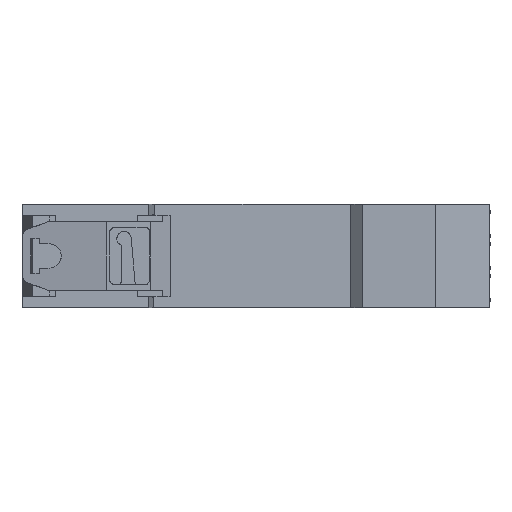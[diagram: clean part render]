
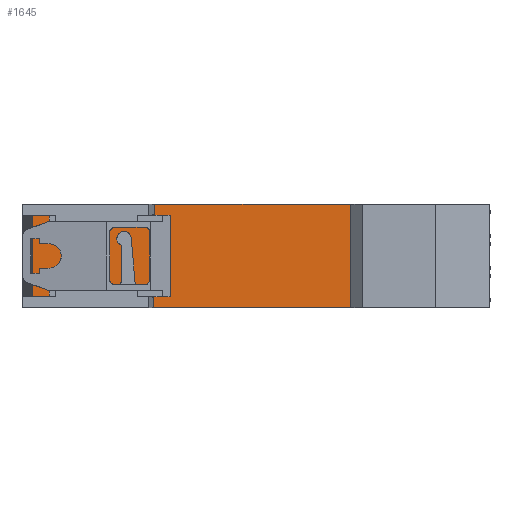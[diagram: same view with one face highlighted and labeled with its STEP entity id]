
A CAD part, front view. The second image highlights one B-rep face of the part: STEP entity #1645.
In plain terms, the highlighted planar face has unit normal (0, 1, 0).
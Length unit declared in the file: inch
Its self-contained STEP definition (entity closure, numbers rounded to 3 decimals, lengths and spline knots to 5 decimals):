
#1645 = ADVANCED_FACE ( 'NONE', ( #19779 ), #9872, .T. ) ;
#6863 = VECTOR ( 'NONE', #17603, 39.37008 ) ;
#6864 = VECTOR ( 'NONE', #17605, 39.37008 ) ;
#6865 = VECTOR ( 'NONE', #17607, 39.37008 ) ;
#6866 = VECTOR ( 'NONE', #17609, 39.37008 ) ;
#6867 = VECTOR ( 'NONE', #17611, 39.37008 ) ;
#6868 = VECTOR ( 'NONE', #17613, 39.37008 ) ;
#6869 = VECTOR ( 'NONE', #17615, 39.37008 ) ;
#6870 = VECTOR ( 'NONE', #17617, 39.37008 ) ;
#6871 = VECTOR ( 'NONE', #17619, 39.37008 ) ;
#6872 = VECTOR ( 'NONE', #17621, 39.37008 ) ;
#7076 = AXIS2_PLACEMENT_3D ( 'NONE', #9879, #9870, #9871 ) ;
#7794 = VERTEX_POINT ( 'NONE', #13926 ) ;
#7795 = VERTEX_POINT ( 'NONE', #13927 ) ;
#7796 = VERTEX_POINT ( 'NONE', #13928 ) ;
#7797 = VERTEX_POINT ( 'NONE', #13929 ) ;
#7798 = VERTEX_POINT ( 'NONE', #13930 ) ;
#7799 = VERTEX_POINT ( 'NONE', #13931 ) ;
#7800 = VERTEX_POINT ( 'NONE', #13932 ) ;
#7801 = VERTEX_POINT ( 'NONE', #13933 ) ;
#7802 = VERTEX_POINT ( 'NONE', #13934 ) ;
#7803 = VERTEX_POINT ( 'NONE', #13935 ) ;
#9870 = DIRECTION ( 'NONE',  ( 0., 1., 0. ) ) ;
#9871 = DIRECTION ( 'NONE',  ( -1., 0., 0. ) ) ;
#9872 = PLANE ( 'NONE',  #7076 ) ;
#9879 = CARTESIAN_POINT ( 'NONE',  ( 1.55411, -2.3625, 0. ) ) ;
#13744 = LINE ( 'NONE', #17602, #6863 ) ;
#13745 = LINE ( 'NONE', #17604, #6864 ) ;
#13746 = LINE ( 'NONE', #17606, #6865 ) ;
#13747 = LINE ( 'NONE', #17608, #6866 ) ;
#13748 = LINE ( 'NONE', #17610, #6867 ) ;
#13749 = LINE ( 'NONE', #17612, #6868 ) ;
#13750 = LINE ( 'NONE', #17614, #6869 ) ;
#13751 = LINE ( 'NONE', #17616, #6870 ) ;
#13752 = LINE ( 'NONE', #17618, #6871 ) ;
#13753 = LINE ( 'NONE', #17620, #6872 ) ;
#13926 = CARTESIAN_POINT ( 'NONE',  ( 0.15594, -2.3625, 0.07 ) ) ;
#13927 = CARTESIAN_POINT ( 'NONE',  ( 0.18764, -2.3625, 0.07 ) ) ;
#13928 = CARTESIAN_POINT ( 'NONE',  ( 0.18764, -2.3625, 0. ) ) ;
#13929 = CARTESIAN_POINT ( 'NONE',  ( -0.63671, -2.3625, 0.628 ) ) ;
#13930 = CARTESIAN_POINT ( 'NONE',  ( -0.63671, -2.3625, 0.077 ) ) ;
#13931 = CARTESIAN_POINT ( 'NONE',  ( 0.15594, -2.3625, 0.077 ) ) ;
#13932 = CARTESIAN_POINT ( 'NONE',  ( 1.55411, -2.3625, 0.705 ) ) ;
#13933 = CARTESIAN_POINT ( 'NONE',  ( 0.15594, -2.3625, 0.705 ) ) ;
#13934 = CARTESIAN_POINT ( 'NONE',  ( 0.15594, -2.3625, 0.628 ) ) ;
#13935 = CARTESIAN_POINT ( 'NONE',  ( 1.55411, -2.3625, 0. ) ) ;
#17602 = CARTESIAN_POINT ( 'NONE',  ( 0.4587, -2.3625, 0.07 ) ) ;
#17603 = DIRECTION ( 'NONE',  ( -1., 0., 0. ) ) ;
#17604 = CARTESIAN_POINT ( 'NONE',  ( 0.18764, -2.3625, 0.3525 ) ) ;
#17605 = DIRECTION ( 'NONE',  ( 0., 0., 1. ) ) ;
#17606 = CARTESIAN_POINT ( 'NONE',  ( 0.15594, -2.3625, 0.3525 ) ) ;
#17607 = DIRECTION ( 'NONE',  ( 0., 0., 1. ) ) ;
#17608 = CARTESIAN_POINT ( 'NONE',  ( 0.4587, -2.3625, 0.077 ) ) ;
#17609 = DIRECTION ( 'NONE',  ( -1., 0., 0. ) ) ;
#17610 = CARTESIAN_POINT ( 'NONE',  ( -0.63671, -2.3625, 0.3525 ) ) ;
#17611 = DIRECTION ( 'NONE',  ( 0., 0., 1. ) ) ;
#17612 = CARTESIAN_POINT ( 'NONE',  ( 0.4587, -2.3625, 0.628 ) ) ;
#17613 = DIRECTION ( 'NONE',  ( 1., 0., 0. ) ) ;
#17614 = CARTESIAN_POINT ( 'NONE',  ( 0.15594, -2.3625, 0.3525 ) ) ;
#17615 = DIRECTION ( 'NONE',  ( 0., 0., 1. ) ) ;
#17616 = CARTESIAN_POINT ( 'NONE',  ( 0.4587, -2.3625, 0.705 ) ) ;
#17617 = DIRECTION ( 'NONE',  ( 1., 0., 0. ) ) ;
#17618 = CARTESIAN_POINT ( 'NONE',  ( 1.55411, -2.3625, 0.3525 ) ) ;
#17619 = DIRECTION ( 'NONE',  ( 0., 0., -1. ) ) ;
#17620 = CARTESIAN_POINT ( 'NONE',  ( 0.4587, -2.3625, 0. ) ) ;
#17621 = DIRECTION ( 'NONE',  ( -1., 0., 0. ) ) ;
#19779 = FACE_OUTER_BOUND ( 'NONE', #20854, .T. ) ;
#20854 = EDGE_LOOP ( 'NONE', ( #22701, #22703, #22702, #22704, #22705, #22706, #22707, #22708, #22709, #22710 ) ) ;
#22701 = ORIENTED_EDGE ( 'NONE', *, *, #23370, .T. ) ;
#22702 = ORIENTED_EDGE ( 'NONE', *, *, #23371, .T. ) ;
#22703 = ORIENTED_EDGE ( 'NONE', *, *, #23369, .T. ) ;
#22704 = ORIENTED_EDGE ( 'NONE', *, *, #23372, .T. ) ;
#22705 = ORIENTED_EDGE ( 'NONE', *, *, #23373, .T. ) ;
#22706 = ORIENTED_EDGE ( 'NONE', *, *, #23374, .T. ) ;
#22707 = ORIENTED_EDGE ( 'NONE', *, *, #23375, .T. ) ;
#22708 = ORIENTED_EDGE ( 'NONE', *, *, #23376, .T. ) ;
#22709 = ORIENTED_EDGE ( 'NONE', *, *, #23377, .T. ) ;
#22710 = ORIENTED_EDGE ( 'NONE', *, *, #23378, .T. ) ;
#23369 = EDGE_CURVE ( 'NONE', #7795, #7794, #13744, .T. ) ;
#23370 = EDGE_CURVE ( 'NONE', #7796, #7795, #13745, .T. ) ;
#23371 = EDGE_CURVE ( 'NONE', #7794, #7799, #13746, .T. ) ;
#23372 = EDGE_CURVE ( 'NONE', #7799, #7798, #13747, .T. ) ;
#23373 = EDGE_CURVE ( 'NONE', #7798, #7797, #13748, .T. ) ;
#23374 = EDGE_CURVE ( 'NONE', #7797, #7802, #13749, .T. ) ;
#23375 = EDGE_CURVE ( 'NONE', #7802, #7801, #13750, .T. ) ;
#23376 = EDGE_CURVE ( 'NONE', #7801, #7800, #13751, .T. ) ;
#23377 = EDGE_CURVE ( 'NONE', #7800, #7803, #13752, .T. ) ;
#23378 = EDGE_CURVE ( 'NONE', #7803, #7796, #13753, .T. ) ;
